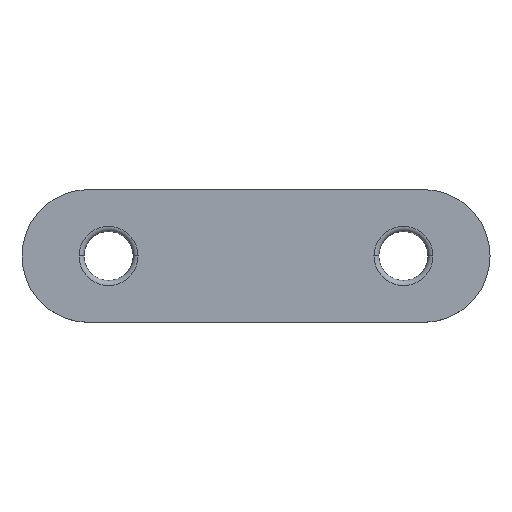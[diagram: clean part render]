
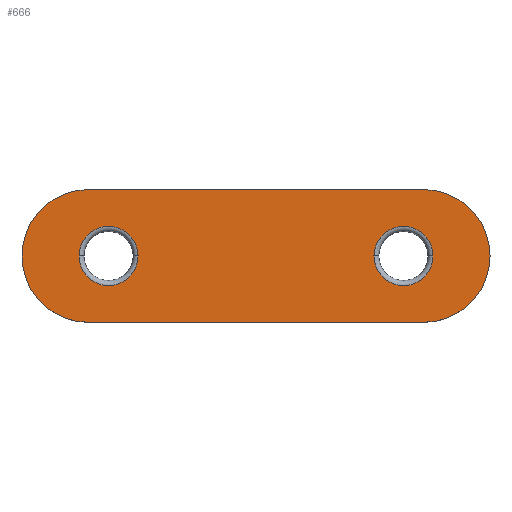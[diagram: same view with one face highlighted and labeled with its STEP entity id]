
A CAD part, top view. The second image highlights one B-rep face of the part: STEP entity #666.
In plain terms, the highlighted planar face has unit normal (0, 0, 1).
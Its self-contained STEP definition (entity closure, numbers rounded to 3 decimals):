
#3 = DIRECTION ( 'NONE',  ( 1., 0., 0. ) ) ;
#11 = FACE_BOUND ( 'NONE', #355, .T. ) ;
#18 = EDGE_LOOP ( 'NONE', ( #474, #659, #606, #656, #566 ) ) ;
#41 = CARTESIAN_POINT ( 'NONE',  ( 17.05, 0., 2.5 ) ) ;
#52 = DIRECTION ( 'NONE',  ( 1., 0., 0. ) ) ;
#54 = ORIENTED_EDGE ( 'NONE', *, *, #137, .T. ) ;
#61 = CARTESIAN_POINT ( 'NONE',  ( -17.05, -6.75, 2.5 ) ) ;
#66 = DIRECTION ( 'NONE',  ( 1., 0., 0. ) ) ;
#72 = VERTEX_POINT ( 'NONE', #428 ) ;
#79 = CARTESIAN_POINT ( 'NONE',  ( -17.05, 0., 2.5 ) ) ;
#104 = VERTEX_POINT ( 'NONE', #432 ) ;
#114 = CARTESIAN_POINT ( 'NONE',  ( -17.05, 0., 2.5 ) ) ;
#121 = VERTEX_POINT ( 'NONE', #270 ) ;
#123 = CIRCLE ( 'NONE', #664, 6.75 ) ;
#132 = VERTEX_POINT ( 'NONE', #603 ) ;
#137 = EDGE_CURVE ( 'NONE', #341, #405, #202, .T. ) ;
#139 = VERTEX_POINT ( 'NONE', #319 ) ;
#144 = AXIS2_PLACEMENT_3D ( 'NONE', #619, #332, #290 ) ;
#147 = EDGE_CURVE ( 'NONE', #426, #139, #466, .T. ) ;
#160 = AXIS2_PLACEMENT_3D ( 'NONE', #114, #621, #328 ) ;
#177 = FACE_OUTER_BOUND ( 'NONE', #18, .T. ) ;
#185 = DIRECTION ( 'NONE',  ( 0., 0., -1. ) ) ;
#192 = LINE ( 'NONE', #61, #544 ) ;
#202 = CIRCLE ( 'NONE', #694, 3. ) ;
#213 = CARTESIAN_POINT ( 'NONE',  ( -17.05, 6.75, 2.5 ) ) ;
#218 = EDGE_CURVE ( 'NONE', #405, #341, #460, .T. ) ;
#225 = AXIS2_PLACEMENT_3D ( 'NONE', #268, #480, #706 ) ;
#227 = EDGE_CURVE ( 'NONE', #524, #132, #698, .T. ) ;
#244 = EDGE_CURVE ( 'NONE', #132, #72, #192, .T. ) ;
#256 = CARTESIAN_POINT ( 'NONE',  ( -18., 0., 2.5 ) ) ;
#268 = CARTESIAN_POINT ( 'NONE',  ( 15., 0., 2.5 ) ) ;
#270 = CARTESIAN_POINT ( 'NONE',  ( 17.05, 6.75, 2.5 ) ) ;
#279 = CARTESIAN_POINT ( 'NONE',  ( 15., 0., 2.5 ) ) ;
#288 = DIRECTION ( 'NONE',  ( 0., 0., 1. ) ) ;
#290 = DIRECTION ( 'NONE',  ( 1., 0., 0. ) ) ;
#298 = DIRECTION ( 'NONE',  ( 0., 0., 1. ) ) ;
#305 = AXIS2_PLACEMENT_3D ( 'NONE', #41, #288, #446 ) ;
#314 = CARTESIAN_POINT ( 'NONE',  ( -23.8, 0., 2.5 ) ) ;
#319 = CARTESIAN_POINT ( 'NONE',  ( 12., 0., 2.5 ) ) ;
#320 = LINE ( 'NONE', #213, #357 ) ;
#323 = ORIENTED_EDGE ( 'NONE', *, *, #147, .T. ) ;
#328 = DIRECTION ( 'NONE',  ( 1., 0., 0. ) ) ;
#332 = DIRECTION ( 'NONE',  ( 0., 0., -1. ) ) ;
#341 = VERTEX_POINT ( 'NONE', #256 ) ;
#355 = EDGE_LOOP ( 'NONE', ( #408, #54 ) ) ;
#357 = VECTOR ( 'NONE', #422, 1000. ) ;
#369 = CARTESIAN_POINT ( 'NONE',  ( -15., 0., 2.5 ) ) ;
#400 = AXIS2_PLACEMENT_3D ( 'NONE', #79, #298, #616 ) ;
#405 = VERTEX_POINT ( 'NONE', #628 ) ;
#408 = ORIENTED_EDGE ( 'NONE', *, *, #218, .T. ) ;
#422 = DIRECTION ( 'NONE',  ( -1., 0., 0. ) ) ;
#426 = VERTEX_POINT ( 'NONE', #458 ) ;
#428 = CARTESIAN_POINT ( 'NONE',  ( 17.05, -6.75, 2.5 ) ) ;
#429 = ORIENTED_EDGE ( 'NONE', *, *, #653, .T. ) ;
#432 = CARTESIAN_POINT ( 'NONE',  ( -17.05, 6.75, 2.5 ) ) ;
#438 = EDGE_LOOP ( 'NONE', ( #323, #429 ) ) ;
#446 = DIRECTION ( 'NONE',  ( 1., 0., 0. ) ) ;
#458 = CARTESIAN_POINT ( 'NONE',  ( 18., 0., 2.5 ) ) ;
#460 = CIRCLE ( 'NONE', #144, 3. ) ;
#461 = AXIS2_PLACEMENT_3D ( 'NONE', #279, #185, #3 ) ;
#466 = CIRCLE ( 'NONE', #225, 3. ) ;
#474 = ORIENTED_EDGE ( 'NONE', *, *, #527, .T. ) ;
#479 = DIRECTION ( 'NONE',  ( 1., 0., 0. ) ) ;
#480 = DIRECTION ( 'NONE',  ( 0., 0., -1. ) ) ;
#492 = DIRECTION ( 'NONE',  ( 0., 0., 1. ) ) ;
#498 = CIRCLE ( 'NONE', #305, 6.75 ) ;
#509 = FACE_BOUND ( 'NONE', #438, .T. ) ;
#514 = PLANE ( 'NONE',  #160 ) ;
#524 = VERTEX_POINT ( 'NONE', #314 ) ;
#527 = EDGE_CURVE ( 'NONE', #104, #524, #123, .T. ) ;
#544 = VECTOR ( 'NONE', #66, 1000. ) ;
#551 = EDGE_CURVE ( 'NONE', #121, #104, #320, .T. ) ;
#566 = ORIENTED_EDGE ( 'NONE', *, *, #551, .T. ) ;
#584 = EDGE_CURVE ( 'NONE', #72, #121, #498, .T. ) ;
#595 = CIRCLE ( 'NONE', #461, 3. ) ;
#597 = DIRECTION ( 'NONE',  ( 0., 0., -1. ) ) ;
#603 = CARTESIAN_POINT ( 'NONE',  ( -17.05, -6.75, 2.5 ) ) ;
#606 = ORIENTED_EDGE ( 'NONE', *, *, #244, .T. ) ;
#616 = DIRECTION ( 'NONE',  ( 1., 0., 0. ) ) ;
#619 = CARTESIAN_POINT ( 'NONE',  ( -15., 0., 2.5 ) ) ;
#621 = DIRECTION ( 'NONE',  ( 0., 0., 1. ) ) ;
#628 = CARTESIAN_POINT ( 'NONE',  ( -12., 0., 2.5 ) ) ;
#653 = EDGE_CURVE ( 'NONE', #139, #426, #595, .T. ) ;
#656 = ORIENTED_EDGE ( 'NONE', *, *, #584, .T. ) ;
#657 = CARTESIAN_POINT ( 'NONE',  ( -17.05, 0., 2.5 ) ) ;
#659 = ORIENTED_EDGE ( 'NONE', *, *, #227, .T. ) ;
#664 = AXIS2_PLACEMENT_3D ( 'NONE', #657, #492, #479 ) ;
#666 = ADVANCED_FACE ( 'NONE', ( #509, #11, #177 ), #514, .T. ) ;
#694 = AXIS2_PLACEMENT_3D ( 'NONE', #369, #597, #52 ) ;
#698 = CIRCLE ( 'NONE', #400, 6.75 ) ;
#706 = DIRECTION ( 'NONE',  ( 1., 0., 0. ) ) ;
